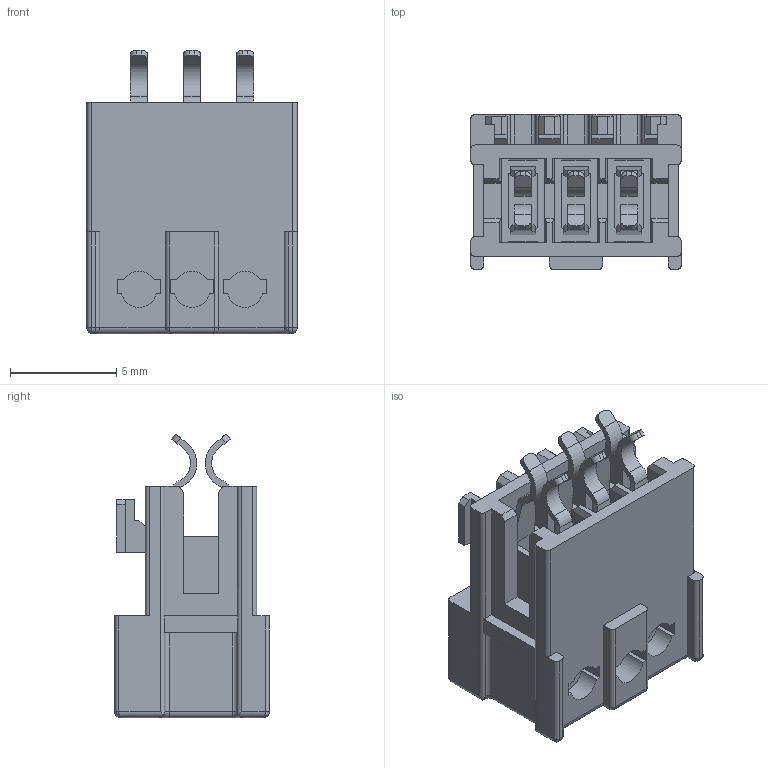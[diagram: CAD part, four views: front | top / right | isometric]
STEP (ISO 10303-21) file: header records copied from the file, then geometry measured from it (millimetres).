
FILE_DESCRIPTION((''),'2;1');
FILE_NAME('C-1-2232892-3','2020-06-26T03:08:16',('workeradm'),('TE Connectivity Ltd.'),'CREO PARAMETRIC BY PTC INC, 2019292','CREO PARAMETRIC BY PTC INC, 2019292','');
FILE_SCHEMA(('AUTOMOTIVE_DESIGN { 1 0 10303 214 1 1 1 1 }'));
Length unit declared in the file: millimetre
Products named in the file (1): C-1-2232892-3
Bounding box: 9.9 x 7.3 x 13.36 mm (x, y, z)
Volume: 499.9 mm3; surface area: 849.5 mm2
Topology: 1 solids, 1 shells, 471 faces, 1292 edges, 844 vertices
Faces by surface type: plane 331, cylinder 122, bspline 8, cone 6, torus 4
Entity records: 19612 total; most frequent: CARTESIAN_POINT 7616, ORIENTED_EDGE 2578, DIRECTION 2344, EDGE_CURVE 1289, VECTOR 996, LINE 996, VERTEX_POINT 838, AXIS2_PLACEMENT_3D 674
